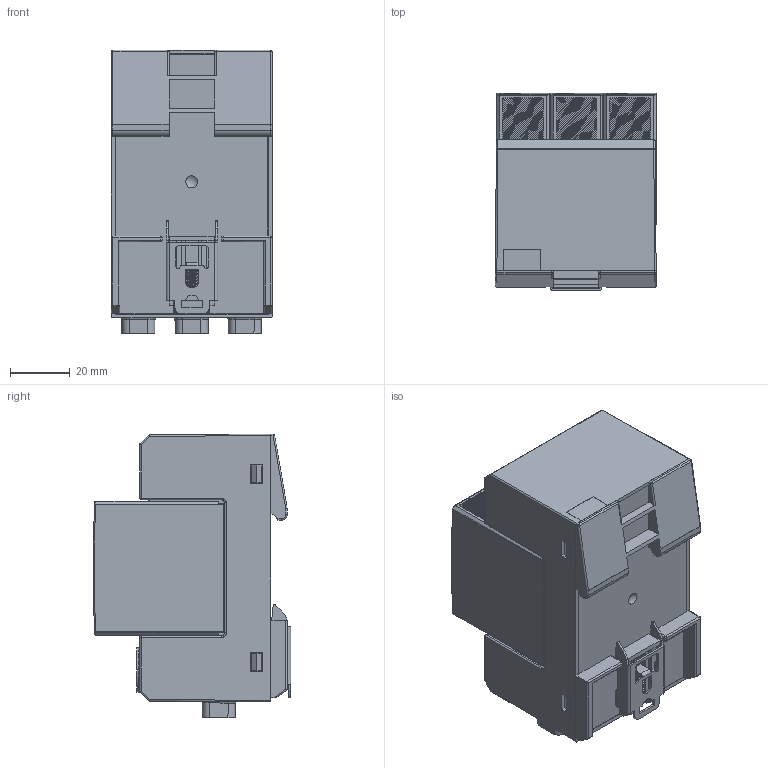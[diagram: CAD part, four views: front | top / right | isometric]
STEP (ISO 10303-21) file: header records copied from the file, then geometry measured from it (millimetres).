
FILE_DESCRIPTION((''),'2;1');
FILE_NAME('IZ515556000_ETITEC_EM_T2_PV_1_1_ASM','2022-01-05T12:14:36',('marketing.praksa'),('Audax d.o.o.'),'CREO PARAMETRIC BY PTC INC, 2021304','CREO PARAMETRIC BY PTC INC, 2021304','');
FILE_SCHEMA(('AP242_MANAGED_MODEL_BASED_3D_ENGINEERING_MIM_LF { 1 0 10303 442 1 1 4 }'));
Products named in the file (15): M5X15_10_1_1; DIN_LOCK_CLC_10_1_1; DIN_LOCK_SPRING_COMPRESSED_10_2; RC_PLUG_7_1_1; BASE_3TE_HOUSING_TOP_PV_1500__1; 515303100_BASE_1500PV_ASM_8_A_1_ASM; SWING_ARM_CLC_8_1_1; PRT9571_1_1_2_1; PRT9571_1_1_2_2; PRT9571_1_1_2_3; PRT9571_1_1_2_ASM; MODULE_COVER_1500_8_1_1; 515305100_ASM_5_ASM_1_1_ASM; PRT7228_1_1; IZ515556000_ETITEC_EM_T2_PV_1_1_ASM
Assembly tree (18 placements, depth 4):
  IZ515556000_ETITEC_EM_T2_PV_1_1_ASM
    515303100_BASE_1500PV_ASM_8_A_1_ASM
      M5X15_10_1_1  x3
      DIN_LOCK_CLC_10_1_1
      DIN_LOCK_SPRING_COMPRESSED_10_2
      RC_PLUG_7_1_1
      BASE_3TE_HOUSING_TOP_PV_1500__1
    515305100_ASM_5_ASM_1_1_ASM  x3
      SWING_ARM_CLC_8_1_1
      PRT9571_1_1_2_ASM
        PRT9571_1_1_2_1
        PRT9571_1_1_2_2
        PRT9571_1_1_2_3
      MODULE_COVER_1500_8_1_1
    PRT7228_1_1
Bounding box: 54.15 x 66.37 x 95.4 mm (x, y, z)
Volume: 100616.1 mm3; surface area: 114739.4 mm2
Topology: 23 solids, 23 shells, 3411 faces, 9017 edges, 5907 vertices
Faces by surface type: plane 2033, cylinder 1225, bspline 63, sphere 43, torus 41, cone 6
Entity records: 112582 total; most frequent: CARTESIAN_POINT 52907, ORIENTED_EDGE 9382, DIRECTION 8860, PRESENTATION_STYLE_ASSIGNMENT 4746, STYLED_ITEM 4746, CURVE_STYLE 4691, EDGE_CURVE 4691, VECTOR 3346
